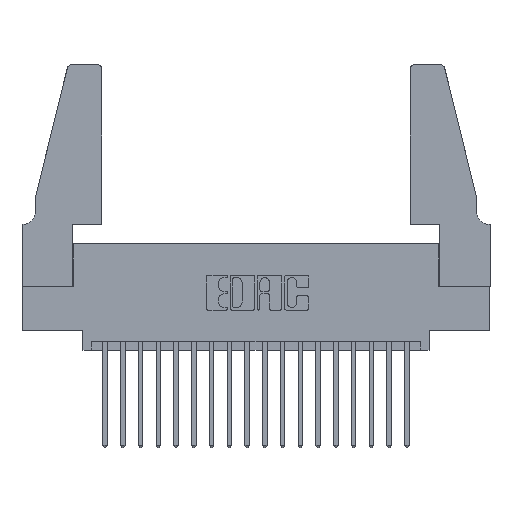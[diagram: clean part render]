
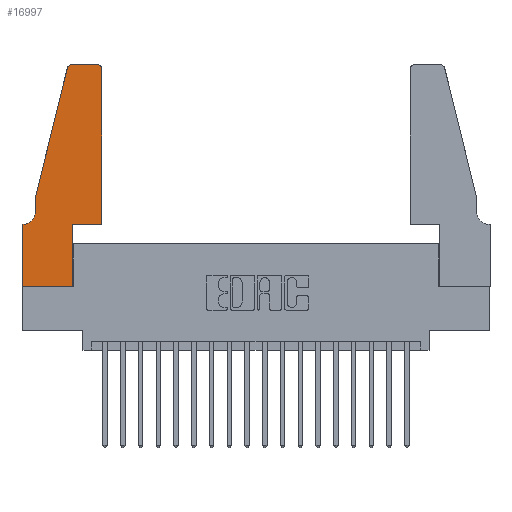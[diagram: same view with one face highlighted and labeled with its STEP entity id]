
A CAD part, top view. The second image highlights one B-rep face of the part: STEP entity #16997.
In plain terms, the highlighted planar face has unit normal (0, 0, 1).
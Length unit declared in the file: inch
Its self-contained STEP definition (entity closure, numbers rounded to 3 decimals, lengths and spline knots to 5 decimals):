
#746 = VECTOR ( 'NONE', #14783, 39.37008 ) ;
#803 = EDGE_CURVE ( 'NONE', #10397, #3011, #3195, .T. ) ;
#935 = DIRECTION ( 'NONE',  ( 0., 1., 0. ) ) ;
#946 = VECTOR ( 'NONE', #935, 39.37008 ) ;
#1382 = DIRECTION ( 'NONE',  ( -1., 0., 0. ) ) ;
#1462 = LINE ( 'NONE', #16106, #946 ) ;
#1684 = CARTESIAN_POINT ( 'NONE',  ( 0., 0.35, 0.37 ) ) ;
#1861 = EDGE_CURVE ( 'NONE', #11574, #4419, #17297, .T. ) ;
#1876 = AXIS2_PLACEMENT_3D ( 'NONE', #1684, #16859, #7917 ) ;
#2186 = DIRECTION ( 'NONE',  ( -1., 0., 0. ) ) ;
#2480 = EDGE_CURVE ( 'NONE', #16721, #12893, #6005, .T. ) ;
#2685 = CARTESIAN_POINT ( 'NONE',  ( 0., 0., 0.37 ) ) ;
#2750 = LINE ( 'NONE', #11361, #13885 ) ;
#2974 = AXIS2_PLACEMENT_3D ( 'NONE', #16014, #12774, #6471 ) ;
#3011 = VERTEX_POINT ( 'NONE', #7129 ) ;
#3020 = EDGE_LOOP ( 'NONE', ( #8846, #9326, #17267, #5786, #9802, #17753, #10291, #18207, #6732, #14717, #18681, #7219 ) ) ;
#3168 = CARTESIAN_POINT ( 'NONE',  ( 0.4505, 1.22, 0.37 ) ) ;
#3195 = LINE ( 'NONE', #4912, #18745 ) ;
#3880 = VERTEX_POINT ( 'NONE', #3168 ) ;
#4419 = VERTEX_POINT ( 'NONE', #19476 ) ;
#4815 = DIRECTION ( 'NONE',  ( 0., 0., 1. ) ) ;
#4912 = CARTESIAN_POINT ( 'NONE',  ( 0., 0., 0.37 ) ) ;
#4943 = DIRECTION ( 'NONE',  ( 0., -1., 0. ) ) ;
#5276 = DIRECTION ( 'NONE',  ( 0., 1., 0. ) ) ;
#5461 = VERTEX_POINT ( 'NONE', #11362 ) ;
#5786 = ORIENTED_EDGE ( 'NONE', *, *, #2480, .T. ) ;
#5951 = CARTESIAN_POINT ( 'NONE',  ( 0.0755, 0.5, 0.37 ) ) ;
#6005 = LINE ( 'NONE', #9675, #17493 ) ;
#6178 = AXIS2_PLACEMENT_3D ( 'NONE', #13854, #4815, #15348 ) ;
#6471 = DIRECTION ( 'NONE',  ( 1., 0., 0. ) ) ;
#6732 = ORIENTED_EDGE ( 'NONE', *, *, #13974, .T. ) ;
#7129 = CARTESIAN_POINT ( 'NONE',  ( 0., 0., 0.37 ) ) ;
#7219 = ORIENTED_EDGE ( 'NONE', *, *, #7565, .T. ) ;
#7255 = CARTESIAN_POINT ( 'NONE',  ( 0.0755, 0.5, 0.37 ) ) ;
#7565 = EDGE_CURVE ( 'NONE', #3880, #19608, #18710, .T. ) ;
#7631 = VECTOR ( 'NONE', #2186, 39.37008 ) ;
#7763 = CARTESIAN_POINT ( 'NONE',  ( 0.0055, 0.42, 0.37 ) ) ;
#7916 = CARTESIAN_POINT ( 'NONE',  ( 0.4205, 1.25, 0.37 ) ) ;
#7917 = DIRECTION ( 'NONE',  ( 1., 0., 0. ) ) ;
#8096 = EDGE_CURVE ( 'NONE', #4419, #16721, #17763, .T. ) ;
#8460 = EDGE_CURVE ( 'NONE', #17683, #3880, #1462, .T. ) ;
#8725 = FACE_OUTER_BOUND ( 'NONE', #3020, .T. ) ;
#8846 = ORIENTED_EDGE ( 'NONE', *, *, #13750, .T. ) ;
#9201 = VERTEX_POINT ( 'NONE', #10408 ) ;
#9240 = DIRECTION ( 'NONE',  ( -1., 0., 0. ) ) ;
#9326 = ORIENTED_EDGE ( 'NONE', *, *, #1861, .T. ) ;
#9675 = CARTESIAN_POINT ( 'NONE',  ( 0.0755, 0.5, 0.37 ) ) ;
#9783 = CARTESIAN_POINT ( 'NONE',  ( 0.4505, 0.35, 0.37 ) ) ;
#9790 = CARTESIAN_POINT ( 'NONE',  ( 0.2865, 0.35, 0.37 ) ) ;
#9802 = ORIENTED_EDGE ( 'NONE', *, *, #13831, .T. ) ;
#10163 = VECTOR ( 'NONE', #1382, 39.37008 ) ;
#10257 = DIRECTION ( 'NONE',  ( 0., -1., 0. ) ) ;
#10291 = ORIENTED_EDGE ( 'NONE', *, *, #803, .T. ) ;
#10397 = VERTEX_POINT ( 'NONE', #14835 ) ;
#10408 = CARTESIAN_POINT ( 'NONE',  ( 0.0055, 0.35, 0.37 ) ) ;
#10868 = PLANE ( 'NONE',  #1876 ) ;
#11361 = CARTESIAN_POINT ( 'NONE',  ( 0.2865, 0.35, 0.37 ) ) ;
#11362 = CARTESIAN_POINT ( 'NONE',  ( 0.2865, 0., 0.37 ) ) ;
#11574 = VERTEX_POINT ( 'NONE', #12849 ) ;
#12739 = CIRCLE ( 'NONE', #19181, 0.07 ) ;
#12774 = DIRECTION ( 'NONE',  ( 0., 0., 1. ) ) ;
#12815 = EDGE_CURVE ( 'NONE', #9201, #10397, #15569, .T. ) ;
#12849 = CARTESIAN_POINT ( 'NONE',  ( 0.284, 1.25, 0.37 ) ) ;
#12893 = VERTEX_POINT ( 'NONE', #16017 ) ;
#13414 = VERTEX_POINT ( 'NONE', #9790 ) ;
#13750 = EDGE_CURVE ( 'NONE', #19608, #11574, #14128, .T. ) ;
#13831 = EDGE_CURVE ( 'NONE', #12893, #9201, #12739, .T. ) ;
#13854 = CARTESIAN_POINT ( 'NONE',  ( 0.4205, 1.22, 0.37 ) ) ;
#13885 = VECTOR ( 'NONE', #5276, 39.37008 ) ;
#13974 = EDGE_CURVE ( 'NONE', #5461, #13414, #2750, .T. ) ;
#14128 = LINE ( 'NONE', #15006, #10163 ) ;
#14318 = VECTOR ( 'NONE', #17874, 39.37008 ) ;
#14717 = ORIENTED_EDGE ( 'NONE', *, *, #17942, .T. ) ;
#14783 = DIRECTION ( 'NONE',  ( 1., 0., 0. ) ) ;
#14787 = LINE ( 'NONE', #17814, #14318 ) ;
#14835 = CARTESIAN_POINT ( 'NONE',  ( 0., 0.35, 0.37 ) ) ;
#15006 = CARTESIAN_POINT ( 'NONE',  ( 0.2605, 1.25, 0.37 ) ) ;
#15348 = DIRECTION ( 'NONE',  ( 1., 0., 0. ) ) ;
#15569 = LINE ( 'NONE', #15827, #7631 ) ;
#15827 = CARTESIAN_POINT ( 'NONE',  ( 0.0755, 0.35, 0.37 ) ) ;
#16014 = CARTESIAN_POINT ( 'NONE',  ( 0.284, 1.22, 0.37 ) ) ;
#16017 = CARTESIAN_POINT ( 'NONE',  ( 0.0755, 0.42, 0.37 ) ) ;
#16106 = CARTESIAN_POINT ( 'NONE',  ( 0.4505, 0.35, 0.37 ) ) ;
#16721 = VERTEX_POINT ( 'NONE', #7255 ) ;
#16738 = EDGE_CURVE ( 'NONE', #3011, #5461, #16935, .T. ) ;
#16859 = DIRECTION ( 'NONE',  ( 0., 0., 1. ) ) ;
#16935 = LINE ( 'NONE', #2685, #746 ) ;
#16997 = ADVANCED_FACE ( 'NONE', ( #8725 ), #10868, .T. ) ;
#17267 = ORIENTED_EDGE ( 'NONE', *, *, #8096, .T. ) ;
#17279 = VECTOR ( 'NONE', #17944, 39.37008 ) ;
#17297 = CIRCLE ( 'NONE', #2974, 0.03 ) ;
#17493 = VECTOR ( 'NONE', #10257, 39.37008 ) ;
#17683 = VERTEX_POINT ( 'NONE', #9783 ) ;
#17753 = ORIENTED_EDGE ( 'NONE', *, *, #12815, .T. ) ;
#17763 = LINE ( 'NONE', #5951, #17279 ) ;
#17814 = CARTESIAN_POINT ( 'NONE',  ( 0.4505, 0.35, 0.37 ) ) ;
#17874 = DIRECTION ( 'NONE',  ( 1., 0., 0. ) ) ;
#17942 = EDGE_CURVE ( 'NONE', #13414, #17683, #14787, .T. ) ;
#17944 = DIRECTION ( 'NONE',  ( -0.239, -0.971, 0. ) ) ;
#18196 = DIRECTION ( 'NONE',  ( 0., 0., -1. ) ) ;
#18207 = ORIENTED_EDGE ( 'NONE', *, *, #16738, .T. ) ;
#18681 = ORIENTED_EDGE ( 'NONE', *, *, #8460, .T. ) ;
#18710 = CIRCLE ( 'NONE', #6178, 0.03 ) ;
#18745 = VECTOR ( 'NONE', #4943, 39.37008 ) ;
#19181 = AXIS2_PLACEMENT_3D ( 'NONE', #7763, #18196, #9240 ) ;
#19476 = CARTESIAN_POINT ( 'NONE',  ( 0.25487, 1.22718, 0.37 ) ) ;
#19608 = VERTEX_POINT ( 'NONE', #7916 ) ;
